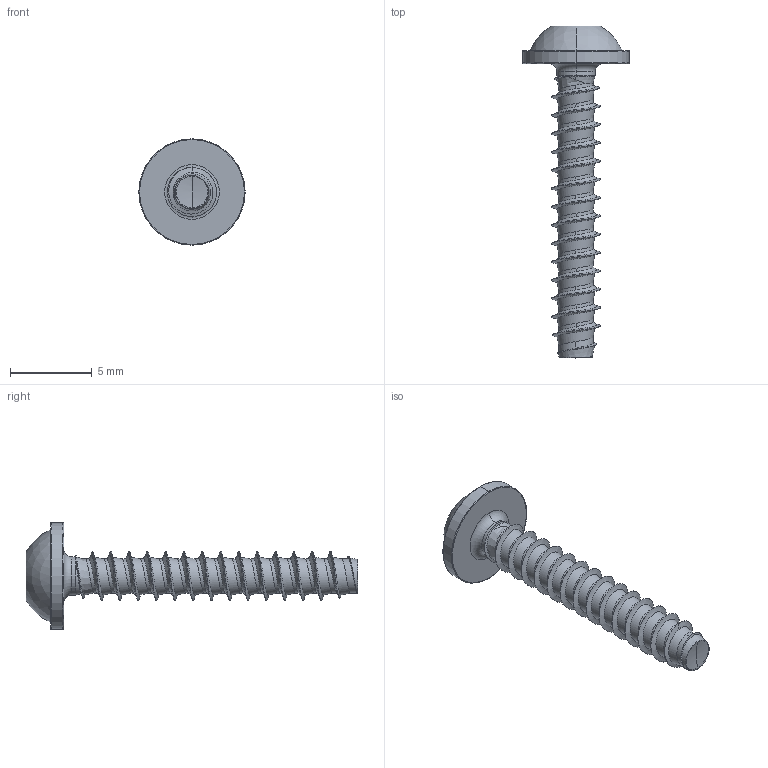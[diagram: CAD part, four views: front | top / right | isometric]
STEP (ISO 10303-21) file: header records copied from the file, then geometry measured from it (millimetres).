
FILE_DESCRIPTION (( 'STEP AP203' ), '1' );
FILE_NAME ('STP380300180.STEP', '2017-08-15T17:36:44', ( '' ), ( '' ), 'SwSTEP 2.0', 'SolidWorks 2015', '' );
FILE_SCHEMA (( 'CONFIG_CONTROL_DESIGN' ));
Length unit declared in the file: millimetre
Products named in the file (1): STP380300180
Bounding box: 6.5 x 20.3 x 6.5 mm (x, y, z)
Volume: 118.6 mm3; surface area: 297.7 mm2
Topology: 1 solids, 1 shells, 115 faces, 290 edges, 178 vertices
Faces by surface type: cylinder 55, bspline 35, cone 10, torus 8, sphere 4, plane 3
Entity records: 21281 total; most frequent: CARTESIAN_POINT 18881, ORIENTED_EDGE 576, DIRECTION 363, EDGE_CURVE 288, VERTEX_POINT 178, AXIS2_PLACEMENT_3D 147, B_SPLINE_CURVE_WITH_KNOTS 122, EDGE_LOOP 118
